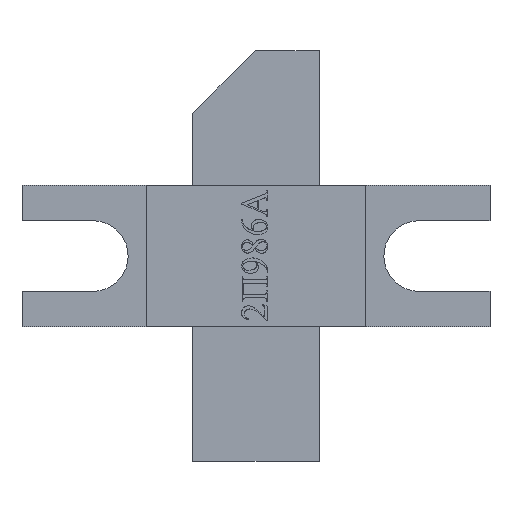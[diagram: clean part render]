
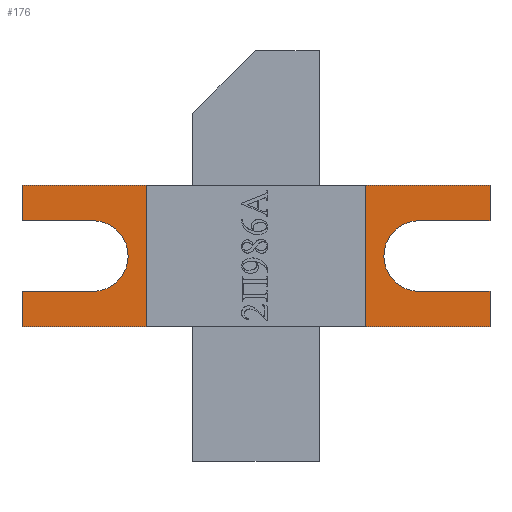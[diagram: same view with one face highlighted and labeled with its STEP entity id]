
A CAD part, top view. The second image highlights one B-rep face of the part: STEP entity #176.
In plain terms, the highlighted planar face has unit normal (0, 0, 1).
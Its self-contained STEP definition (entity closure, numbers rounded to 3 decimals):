
#176=ADVANCED_FACE('',(#3230),#3232,.T.);
#3230=FACE_BOUND('',#3231,.T.);
#3231=EDGE_LOOP('',(#5614,#5615,#5616,#5617,#5618,#5619,#5620,#5621,#5622,#5623,
#5624,#5625));
#3232=PLANE('',#3233);
#3233=AXIS2_PLACEMENT_3D('',#3234,#3235,#3236);
#3234=CARTESIAN_POINT('',(0.,0.,1.6));
#3235=DIRECTION('',(0.,0.,1.));
#3236=DIRECTION('',(1.,0.,0.));
#5614=ORIENTED_EDGE('',*,*,#7518,.T.);
#5615=ORIENTED_EDGE('',*,*,#7522,.T.);
#5616=ORIENTED_EDGE('',*,*,#7525,.T.);
#5617=ORIENTED_EDGE('',*,*,#7528,.T.);
#5618=ORIENTED_EDGE('',*,*,#7531,.T.);
#5619=ORIENTED_EDGE('',*,*,#7534,.T.);
#5620=ORIENTED_EDGE('',*,*,#7537,.T.);
#5621=ORIENTED_EDGE('',*,*,#7540,.T.);
#5622=ORIENTED_EDGE('',*,*,#7543,.T.);
#5623=ORIENTED_EDGE('',*,*,#7546,.T.);
#5624=ORIENTED_EDGE('',*,*,#7549,.T.);
#5625=ORIENTED_EDGE('',*,*,#7551,.T.);
#7518=EDGE_CURVE('',#8496,#8494,#8497,.T.);
#7522=EDGE_CURVE('',#8494,#8501,#8503,.T.);
#7525=EDGE_CURVE('',#8501,#8506,#8508,.T.);
#7528=EDGE_CURVE('',#8506,#8511,#8513,.T.);
#7531=EDGE_CURVE('',#8511,#8516,#8518,.T.);
#7534=EDGE_CURVE('',#8516,#8521,#8523,.T.);
#7537=EDGE_CURVE('',#8521,#8526,#8528,.T.);
#7540=EDGE_CURVE('',#8526,#8531,#8533,.T.);
#7543=EDGE_CURVE('',#8531,#8536,#8538,.T.);
#7546=EDGE_CURVE('',#8536,#8541,#8543,.T.);
#7549=EDGE_CURVE('',#8541,#8546,#8548,.T.);
#7551=EDGE_CURVE('',#8546,#8496,#8550,.T.);
#8494=VERTEX_POINT('',#10121);
#8496=VERTEX_POINT('',#10125);
#8497=LINE('',#10126,#10127);
#8501=VERTEX_POINT('',#10136);
#8503=LINE('',#10140,#10141);
#8506=VERTEX_POINT('',#10147);
#8508=LINE('',#10151,#10152);
#8511=VERTEX_POINT('',#10158);
#8513=LINE('',#10162,#10163);
#8516=VERTEX_POINT('',#10169);
#8518=LINE('',#10173,#10174);
#8521=VERTEX_POINT('',#10181);
#8523=CIRCLE('',#10185,1.55);
#8526=VERTEX_POINT('',#10193);
#8528=LINE('',#10197,#10198);
#8531=VERTEX_POINT('',#10204);
#8533=LINE('',#10208,#10209);
#8536=VERTEX_POINT('',#10215);
#8538=LINE('',#10219,#10220);
#8541=VERTEX_POINT('',#10226);
#8543=LINE('',#10230,#10231);
#8546=VERTEX_POINT('',#10237);
#8548=LINE('',#10241,#10242);
#8550=CIRCLE('',#10248,1.55);
#10121=CARTESIAN_POINT('',(10.25,1.55,1.6));
#10125=CARTESIAN_POINT('',(7.15,1.55,1.6));
#10126=CARTESIAN_POINT('',(7.15,1.55,1.6));
#10127=VECTOR('',#10128,1.);
#10128=DIRECTION('',(1.,0.,0.));
#10136=CARTESIAN_POINT('',(10.25,3.1,1.6));
#10140=CARTESIAN_POINT('',(10.25,1.55,1.6));
#10141=VECTOR('',#10142,1.);
#10142=DIRECTION('',(0.,1.,0.));
#10147=CARTESIAN_POINT('',(-10.25,3.1,1.6));
#10151=CARTESIAN_POINT('',(10.25,3.1,1.6));
#10152=VECTOR('',#10153,1.);
#10153=DIRECTION('',(-1.,0.,0.));
#10158=CARTESIAN_POINT('',(-10.25,1.55,1.6));
#10162=CARTESIAN_POINT('',(-10.25,3.1,1.6));
#10163=VECTOR('',#10164,1.);
#10164=DIRECTION('',(0.,-1.,0.));
#10169=CARTESIAN_POINT('',(-7.15,1.55,1.6));
#10173=CARTESIAN_POINT('',(-10.25,1.55,1.6));
#10174=VECTOR('',#10175,1.);
#10175=DIRECTION('',(1.,0.,0.));
#10181=CARTESIAN_POINT('',(-7.15,-1.55,1.6));
#10185=AXIS2_PLACEMENT_3D('',#10186,#10187,#10188);
#10186=CARTESIAN_POINT('',(-7.15,0.,1.6));
#10187=DIRECTION('',(0.,0.,-1.));
#10188=DIRECTION('',(0.,1.,0.));
#10193=CARTESIAN_POINT('',(-10.25,-1.55,1.6));
#10197=CARTESIAN_POINT('',(-7.15,-1.55,1.6));
#10198=VECTOR('',#10199,1.);
#10199=DIRECTION('',(-1.,0.,0.));
#10204=CARTESIAN_POINT('',(-10.25,-3.1,1.6));
#10208=CARTESIAN_POINT('',(-10.25,-1.55,1.6));
#10209=VECTOR('',#10210,1.);
#10210=DIRECTION('',(0.,-1.,0.));
#10215=CARTESIAN_POINT('',(10.25,-3.1,1.6));
#10219=CARTESIAN_POINT('',(-10.25,-3.1,1.6));
#10220=VECTOR('',#10221,1.);
#10221=DIRECTION('',(1.,0.,0.));
#10226=CARTESIAN_POINT('',(10.25,-1.55,1.6));
#10230=CARTESIAN_POINT('',(10.25,-3.1,1.6));
#10231=VECTOR('',#10232,1.);
#10232=DIRECTION('',(0.,1.,0.));
#10237=CARTESIAN_POINT('',(7.15,-1.55,1.6));
#10241=CARTESIAN_POINT('',(10.25,-1.55,1.6));
#10242=VECTOR('',#10243,1.);
#10243=DIRECTION('',(-1.,0.,0.));
#10248=AXIS2_PLACEMENT_3D('',#10249,#10250,#10251);
#10249=CARTESIAN_POINT('',(7.15,0.,1.6));
#10250=DIRECTION('',(0.,0.,-1.));
#10251=DIRECTION('',(0.,-1.,0.));
